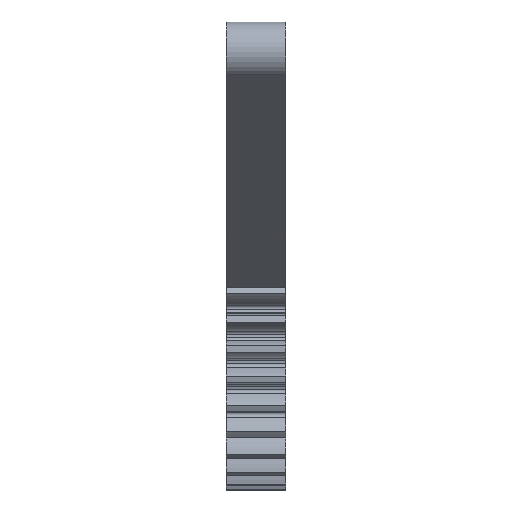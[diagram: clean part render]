
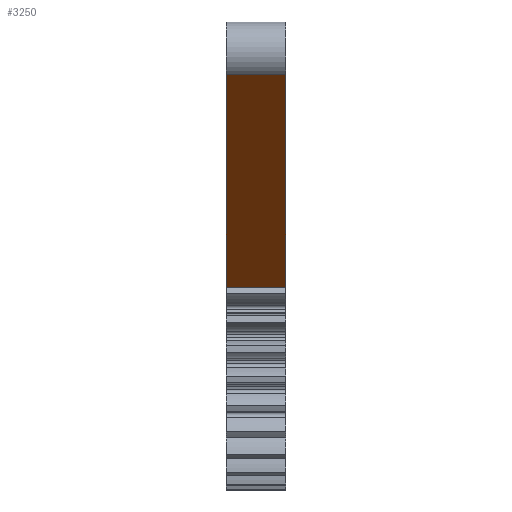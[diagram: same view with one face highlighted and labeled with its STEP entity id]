
A CAD part, left-side view. The second image highlights one B-rep face of the part: STEP entity #3250.
In plain terms, the highlighted planar face has unit normal (-0.643, 0, -0.766).
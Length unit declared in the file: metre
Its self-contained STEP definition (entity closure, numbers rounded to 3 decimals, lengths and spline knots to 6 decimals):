
#23=PLANE('',#3607);
#354=FACE_OUTER_BOUND('',#531,.T.);
#531=EDGE_LOOP('',(#2944,#2945,#2946,#2947));
#542=LINE('',#4499,#715);
#596=LINE('',#4748,#769);
#600=LINE('',#9384,#773);
#709=LINE('',#11381,#882);
#715=VECTOR('',#3626,0.00508);
#769=VECTOR('',#3840,0.028119);
#773=VECTOR('',#4182,0.028119);
#882=VECTOR('',#4459,0.00508);
#1115=VERTEX_POINT('',#4497);
#1116=VERTEX_POINT('',#4498);
#1223=VERTEX_POINT('',#4746);
#1337=VERTEX_POINT('',#7071);
#1454=EDGE_CURVE('',#1115,#1116,#542,.T.);
#1563=EDGE_CURVE('',#1223,#1116,#596,.T.);
#1840=EDGE_CURVE('',#1337,#1115,#600,.T.);
#1951=EDGE_CURVE('',#1223,#1337,#709,.F.);
#2944=ORIENTED_EDGE('',*,*,#1563,.F.);
#2945=ORIENTED_EDGE('',*,*,#1951,.T.);
#2946=ORIENTED_EDGE('',*,*,#1840,.T.);
#2947=ORIENTED_EDGE('',*,*,#1454,.T.);
#3250=ADVANCED_FACE('',(#354),#23,.T.);
#3607=AXIS2_PLACEMENT_3D('',#11380,#4457,#4458);
#3626=DIRECTION('',(0.,-1.,0.));
#3840=DIRECTION('',(0.766,0.,-0.643));
#4182=DIRECTION('',(0.766,0.,-0.643));
#4457=DIRECTION('center_axis',(-0.643,0.,-0.766));
#4458=DIRECTION('ref_axis',(-0.766,0.,0.643));
#4459=DIRECTION('',(0.,-1.,0.));
#4497=CARTESIAN_POINT('',(0.116749,0.,0.005286));
#4498=CARTESIAN_POINT('',(0.116749,-0.00508,0.005286));
#4499=CARTESIAN_POINT('',(0.116749,0.,0.005286));
#4746=CARTESIAN_POINT('',(0.095208,-0.00508,0.023361));
#4748=CARTESIAN_POINT('',(0.095208,-0.00508,0.023361));
#7071=CARTESIAN_POINT('',(0.095208,0.,0.023361));
#9384=CARTESIAN_POINT('',(0.095208,0.,0.023361));
#11380=CARTESIAN_POINT('Origin',(0.108155,0.,0.012497));
#11381=CARTESIAN_POINT('',(0.095208,0.,0.023361));
